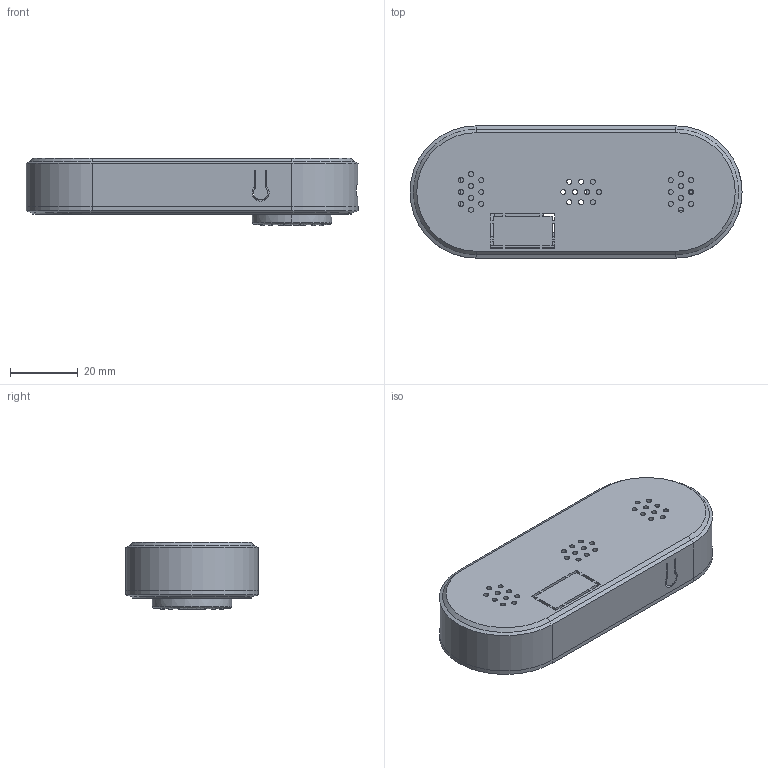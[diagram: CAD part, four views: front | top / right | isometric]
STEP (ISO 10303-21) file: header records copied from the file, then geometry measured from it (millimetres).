
FILE_DESCRIPTION((''),'2;1');
FILE_NAME('ZIPPY_SHELL03_ASM','2024-11-13T14:11:15',('HR'),(''),'CREO PARAMETRIC BY PTC INC, 2019010','CREO PARAMETRIC BY PTC INC, 2019010','');
FILE_SCHEMA(('AUTOMOTIVE_DESIGN { 1 0 10303 214 1 1 1 1 }'));
Length unit declared in the file: millimetre
Products named in the file (10): 066_T-EMBED_COV-A; 067_T-EMBED_COV-B00; 068_T-EMBED_COV-C; 069_T-EMBED_COV-D00; T-ENCODER-PCB00; ZIPPY_00; T_ENCODER_COV-A2; T_ENCODER_COV-B2; ZIPPY_SHELL02_ASM; ZIPPY_SHELL03_ASM
Assembly tree (9 placements, depth 3):
  ZIPPY_SHELL03_ASM
    066_T-EMBED_COV-A
    067_T-EMBED_COV-B00
    068_T-EMBED_COV-C
    069_T-EMBED_COV-D00
    ZIPPY_SHELL02_ASM
      T-ENCODER-PCB00
      ZIPPY_00
      T_ENCODER_COV-A2
      T_ENCODER_COV-B2
Bounding box: 98 x 39 x 19.85 mm (x, y, z)
Volume: 19514.3 mm3; surface area: 27465.7 mm2
Topology: 8 solids, 8 shells, 995 faces, 2746 edges, 1792 vertices
Faces by surface type: plane 553, cylinder 240, cone 98, bspline 48, sphere 24, torus 22, revolution 6, extrusion 4
Entity records: 42498 total; most frequent: CARTESIAN_POINT 10196, ORIENTED_EDGE 5440, DIRECTION 5135, EDGE_CURVE 2720, PRESENTATION_STYLE_ASSIGNMENT 1871, STYLED_ITEM 1825, VERTEX_POINT 1792, CURVE_STYLE 1777
